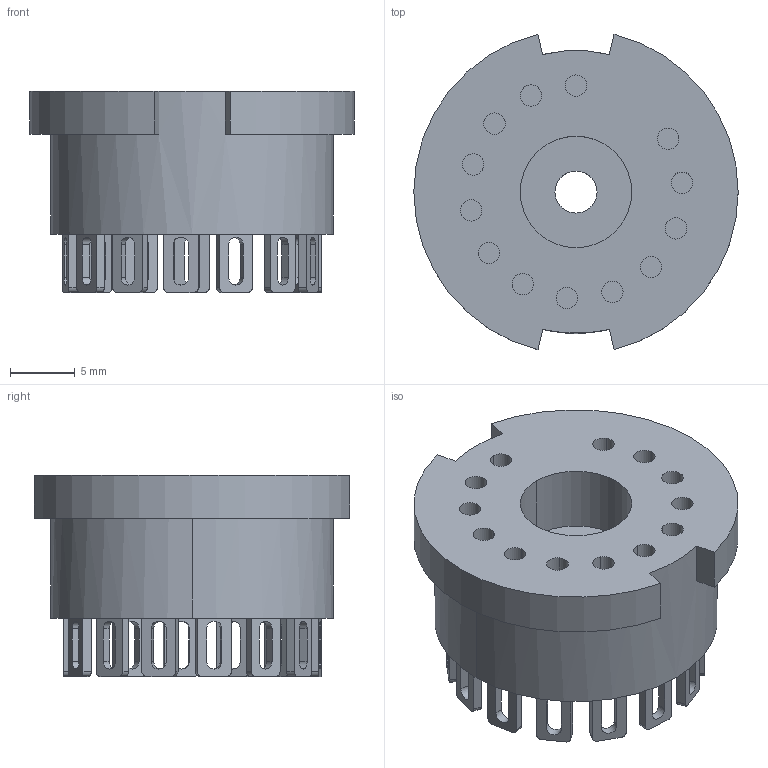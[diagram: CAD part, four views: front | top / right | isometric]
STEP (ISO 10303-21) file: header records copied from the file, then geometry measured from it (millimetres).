
FILE_DESCRIPTION((''),'2;1');
FILE_NAME('TUBE_SOCKET','2021-07-25T12:05:34',('wangb'),(''),'CREO PARAMETRIC BY PTC INC, 2018050','CREO PARAMETRIC BY PTC INC, 2018050','');
FILE_SCHEMA(('CONFIG_CONTROL_DESIGN'));
Length unit declared in the file: millimetre
Products named in the file (1): TUBE_SOCKET
Bounding box: 25 x 24.3 x 15.5 mm (x, y, z)
Volume: 4048.6 mm3; surface area: 2566.1 mm2
Topology: 1 solids, 1 shells, 199 faces, 510 edges, 340 vertices
Faces by surface type: plane 113, cylinder 86
Entity records: 6174 total; most frequent: DIRECTION 1084, CARTESIAN_POINT 1049, ORIENTED_EDGE 1020, EDGE_CURVE 510, AXIS2_PLACEMENT_3D 375, VERTEX_POINT 340, VECTOR 334, LINE 334
